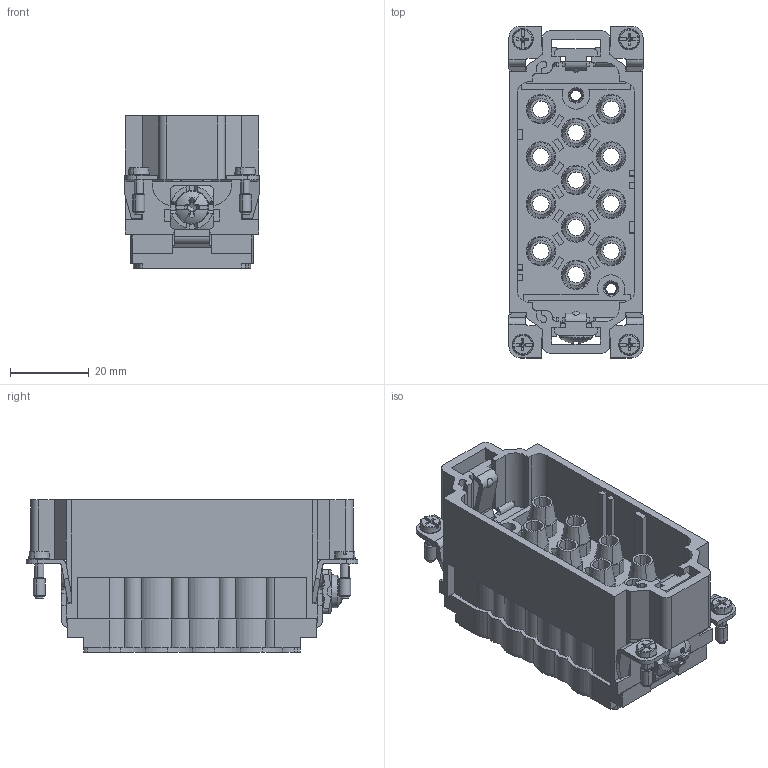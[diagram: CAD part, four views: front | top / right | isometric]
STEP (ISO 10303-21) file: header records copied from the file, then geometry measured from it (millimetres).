
FILE_DESCRIPTION(('CATIA V5 STEP','CAx-IF Rec.Pracs.--- Model Styling and Organization---1.2---2011-12-15'),'2;1');
FILE_NAME ('13466995_2', '2018-08-22T09:12:42+00:00', ('none'), ('Weidmueller'), 'CATIA Version 5-6 Release 2014 SP4 HF52', 'CATIA V5 STEP AP214', 'none');
FILE_SCHEMA(('AUTOMOTIVE_DESIGN { 1 0 10303 214 1 1 1 1 }'));
Products named in the file (1): 1023340000
Bounding box: 34 x 84.2 x 38.6 mm (x, y, z)
Volume: 36015.1 mm3; surface area: 40548.6 mm2
Topology: 1 solids, 1 shells, 1776 faces, 5350 edges, 3455 vertices
Faces by surface type: plane 1036, cylinder 383, cone 285, torus 44, bspline 20, sphere 6, revolution 2
Entity records: 58593 total; most frequent: CARTESIAN_POINT 14238, ORIENTED_EDGE 10672, DIRECTION 6915, EDGE_CURVE 5336, VERTEX_POINT 3455, VECTOR 3212, LINE 3212, AXIS2_PLACEMENT_3D 2552
